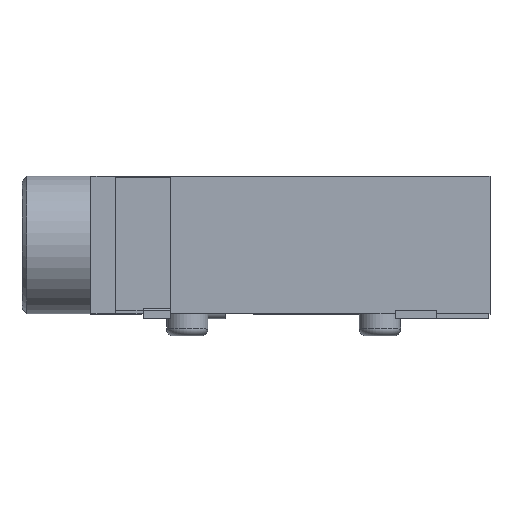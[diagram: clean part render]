
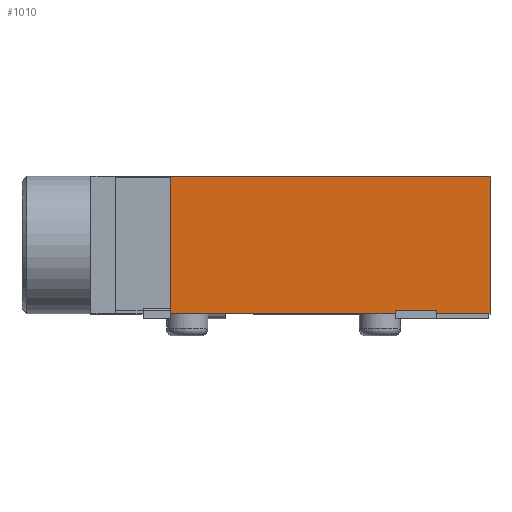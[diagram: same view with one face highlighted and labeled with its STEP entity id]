
A CAD part, top view. The second image highlights one B-rep face of the part: STEP entity #1010.
In plain terms, the highlighted planar face has unit normal (0, 0, 1).
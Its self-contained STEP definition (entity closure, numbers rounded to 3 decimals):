
#53 = EDGE_CURVE ( 'NONE', #873, #1475, #1405, .T. ) ;
#100 = CARTESIAN_POINT ( 'NONE',  ( 11., 5.17, 3. ) ) ;
#103 = EDGE_LOOP ( 'NONE', ( #1581, #170, #1958, #2218, #535, #1034, #1882, #1683 ) ) ;
#148 = VERTEX_POINT ( 'NONE', #697 ) ;
#170 = ORIENTED_EDGE ( 'NONE', *, *, #734, .F. ) ;
#173 = CARTESIAN_POINT ( 'NONE',  ( -3.5, 5.17, 3. ) ) ;
#182 = DIRECTION ( 'NONE',  ( 0., -1., 0. ) ) ;
#214 = CARTESIAN_POINT ( 'NONE',  ( -0.6, 0.17, 3. ) ) ;
#230 = VERTEX_POINT ( 'NONE', #741 ) ;
#256 = VECTOR ( 'NONE', #1138, 1000. ) ;
#261 = CARTESIAN_POINT ( 'NONE',  ( 11., 5.17, 3. ) ) ;
#290 = VERTEX_POINT ( 'NONE', #214 ) ;
#293 = CARTESIAN_POINT ( 'NONE',  ( 7.55, 0.3, 3. ) ) ;
#309 = LINE ( 'NONE', #1276, #552 ) ;
#396 = EDGE_CURVE ( 'NONE', #148, #873, #1970, .T. ) ;
#446 = VECTOR ( 'NONE', #1350, 1000. ) ;
#505 = DIRECTION ( 'NONE',  ( -1., 0., 0. ) ) ;
#513 = PLANE ( 'NONE',  #1764 ) ;
#528 = LINE ( 'NONE', #928, #1895 ) ;
#535 = ORIENTED_EDGE ( 'NONE', *, *, #53, .F. ) ;
#552 = VECTOR ( 'NONE', #922, 1000. ) ;
#563 = EDGE_CURVE ( 'NONE', #2025, #230, #1406, .T. ) ;
#588 = DIRECTION ( 'NONE',  ( -1., 0., 0. ) ) ;
#593 = EDGE_CURVE ( 'NONE', #290, #1706, #309, .T. ) ;
#606 = DIRECTION ( 'NONE',  ( 1., 0., 0. ) ) ;
#638 = CARTESIAN_POINT ( 'NONE',  ( 11., 0.17, 3. ) ) ;
#697 = CARTESIAN_POINT ( 'NONE',  ( -0.6, 5.17, 3. ) ) ;
#706 = CARTESIAN_POINT ( 'NONE',  ( 9.05, 0.3, 3. ) ) ;
#734 = EDGE_CURVE ( 'NONE', #2025, #1420, #1689, .T. ) ;
#741 = CARTESIAN_POINT ( 'NONE',  ( 9.05, 0.17, 3. ) ) ;
#837 = CARTESIAN_POINT ( 'NONE',  ( -0.6, 0.17, 3. ) ) ;
#873 = VERTEX_POINT ( 'NONE', #100 ) ;
#922 = DIRECTION ( 'NONE',  ( 1., 0., 0. ) ) ;
#928 = CARTESIAN_POINT ( 'NONE',  ( -3.5, 0.17, 3. ) ) ;
#984 = CARTESIAN_POINT ( 'NONE',  ( 7.55, 5.17, 3. ) ) ;
#1010 = ADVANCED_FACE ( 'NONE', ( #1804 ), #513, .F. ) ;
#1034 = ORIENTED_EDGE ( 'NONE', *, *, #396, .F. ) ;
#1040 = CARTESIAN_POINT ( 'NONE',  ( 7.55, 0.17, 3. ) ) ;
#1110 = VECTOR ( 'NONE', #1488, 1000. ) ;
#1135 = LINE ( 'NONE', #984, #256 ) ;
#1138 = DIRECTION ( 'NONE',  ( 0., -1., 0. ) ) ;
#1184 = CARTESIAN_POINT ( 'NONE',  ( -3.5, 5.17, 3. ) ) ;
#1276 = CARTESIAN_POINT ( 'NONE',  ( -3.5, 0.17, 3. ) ) ;
#1327 = VECTOR ( 'NONE', #588, 1000. ) ;
#1342 = EDGE_CURVE ( 'NONE', #230, #1475, #528, .T. ) ;
#1350 = DIRECTION ( 'NONE',  ( 1., 0., 0. ) ) ;
#1405 = LINE ( 'NONE', #261, #1110 ) ;
#1406 = LINE ( 'NONE', #2110, #1600 ) ;
#1420 = VERTEX_POINT ( 'NONE', #293 ) ;
#1475 = VERTEX_POINT ( 'NONE', #638 ) ;
#1488 = DIRECTION ( 'NONE',  ( 0., -1., 0. ) ) ;
#1581 = ORIENTED_EDGE ( 'NONE', *, *, #2239, .F. ) ;
#1600 = VECTOR ( 'NONE', #182, 1000. ) ;
#1683 = ORIENTED_EDGE ( 'NONE', *, *, #593, .T. ) ;
#1689 = LINE ( 'NONE', #1846, #1327 ) ;
#1706 = VERTEX_POINT ( 'NONE', #1040 ) ;
#1751 = VECTOR ( 'NONE', #2213, 1000. ) ;
#1760 = DIRECTION ( 'NONE',  ( 0., 0., -1. ) ) ;
#1764 = AXIS2_PLACEMENT_3D ( 'NONE', #173, #1760, #505 ) ;
#1783 = EDGE_CURVE ( 'NONE', #290, #148, #1892, .T. ) ;
#1804 = FACE_OUTER_BOUND ( 'NONE', #103, .T. ) ;
#1846 = CARTESIAN_POINT ( 'NONE',  ( -3.5, 0.3, 3. ) ) ;
#1882 = ORIENTED_EDGE ( 'NONE', *, *, #1783, .F. ) ;
#1892 = LINE ( 'NONE', #837, #1751 ) ;
#1895 = VECTOR ( 'NONE', #606, 1000. ) ;
#1958 = ORIENTED_EDGE ( 'NONE', *, *, #563, .T. ) ;
#1970 = LINE ( 'NONE', #1184, #446 ) ;
#2025 = VERTEX_POINT ( 'NONE', #706 ) ;
#2110 = CARTESIAN_POINT ( 'NONE',  ( 9.05, 5.17, 3. ) ) ;
#2213 = DIRECTION ( 'NONE',  ( 0., 1., 0. ) ) ;
#2218 = ORIENTED_EDGE ( 'NONE', *, *, #1342, .T. ) ;
#2239 = EDGE_CURVE ( 'NONE', #1420, #1706, #1135, .T. ) ;
